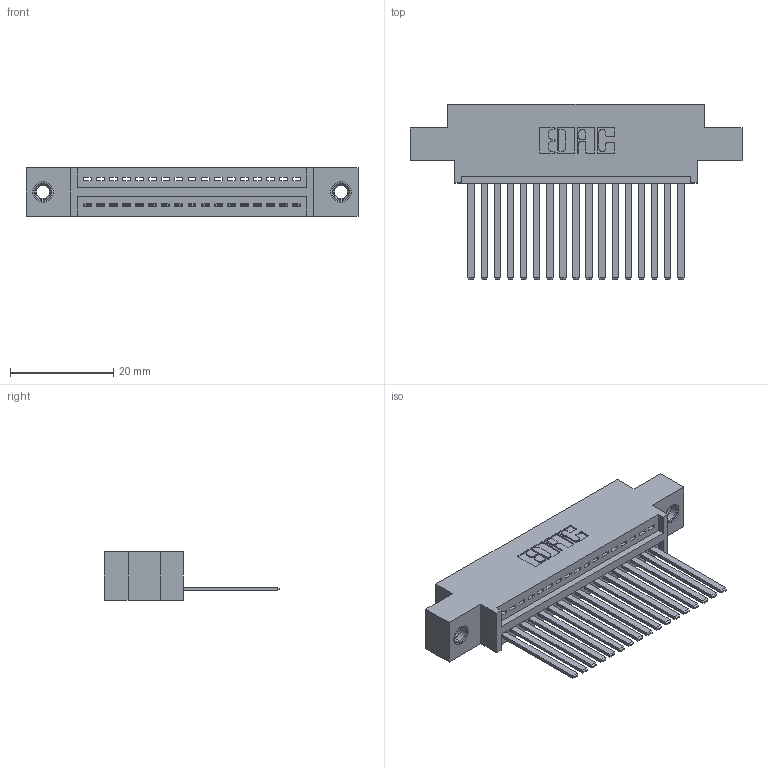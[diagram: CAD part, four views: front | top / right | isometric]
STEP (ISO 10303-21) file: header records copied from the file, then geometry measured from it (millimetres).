
FILE_DESCRIPTION (( 'STEP AP203' ), '1' );
FILE_NAME ('395-017-544-607.STEP', '2019-10-17T14:59:19', ( '' ), ( '' ), 'SwSTEP 2.0', 'SolidWorks 2016', '' );
FILE_SCHEMA (( 'CONFIG_CONTROL_DESIGN' ));
Length unit declared in the file: inch
Products named in the file (4): 345 Part_0.170 Offset - 0.156 Dia-TI; 395-017-544-607; 345-292-001_345-293-144; 345-250-001_345-250-005-103
Assembly tree (20 placements, depth 2):
  395-017-544-607
    345 Part_0.170 Offset - 0.156 Dia-TI
    345-292-001_345-293-144  x17
    345-250-001_345-250-005-103  x2
Bounding box: 64.39 x 33.96 x 9.4 mm (x, y, z)
Volume: 5980.9 mm3; surface area: 8358.5 mm2
Topology: 20 solids, 20 shells, 1074 faces, 3175 edges, 2086 vertices
Faces by surface type: plane 728, cylinder 330, cone 12, torus 4
Entity records: 17294 total; most frequent: CARTESIAN_POINT 2978, ORIENTED_EDGE 2922, DIRECTION 2661, EDGE_CURVE 1461, VECTOR 1245, LINE 1245, VERTEX_POINT 968, AXIS2_PLACEMENT_3D 708
